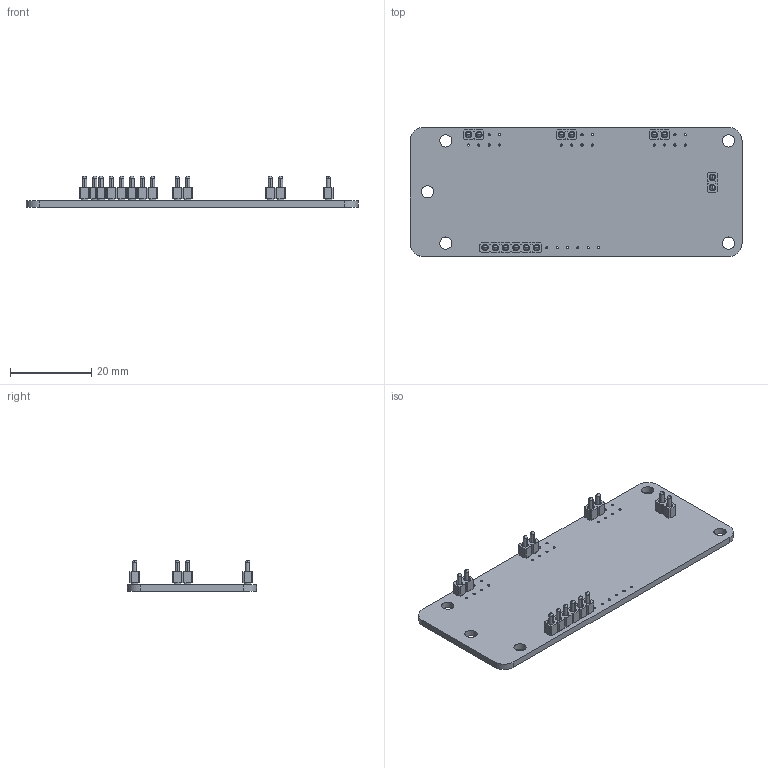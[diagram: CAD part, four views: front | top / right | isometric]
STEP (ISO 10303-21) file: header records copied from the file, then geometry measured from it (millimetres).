
FILE_DESCRIPTION(('KiCad electronic assembly'),'2;1');
FILE_NAME('ICE-V_Test.step','2022-08-24T13:45:09',('Pcbnew'),('Kicad'), 'Open CASCADE STEP processor 7.5','KiCad to STEP converter','Unknown' );
FILE_SCHEMA(('AUTOMOTIVE_DESIGN { 1 0 10303 214 1 1 1 1 }'));
Length unit declared in the file: millimetre
Products named in the file (6): ICE-V_Test 1; mill-max-821-22-002-10-004101; COMPOUND; mill-max-821-22-006-10-004101; ICE-V_Test PCB
Assembly tree (8 placements, depth 3):
  ICE-V_Test 1
    mill-max-821-22-002-10-004101  x4
      COMPOUND
    mill-max-821-22-006-10-004101
      COMPOUND
    ICE-V_Test PCB
Bounding box: 81.7 x 31.75 x 7.75 mm (x, y, z)
Volume: 4338.1 mm3; surface area: 6645.1 mm2
Topology: 20 solids, 20 shells, 559 faces, 1389 edges, 870 vertices
Faces by surface type: bspline 506, cylinder 47, plane 6
Full cylindrical faces by diameter (mm): 0.54 x38, 3 x5
Entity records: 21843 total; most frequent: CARTESIAN_POINT 9935, ORIENTED_EDGE 1634, PCURVE 1634, DEFINITIONAL_REPRESENTATION 1634, B_SPLINE_CURVE_WITH_KNOTS 1512, EDGE_CURVE 817, SURFACE_CURVE 774, DIRECTION 677
